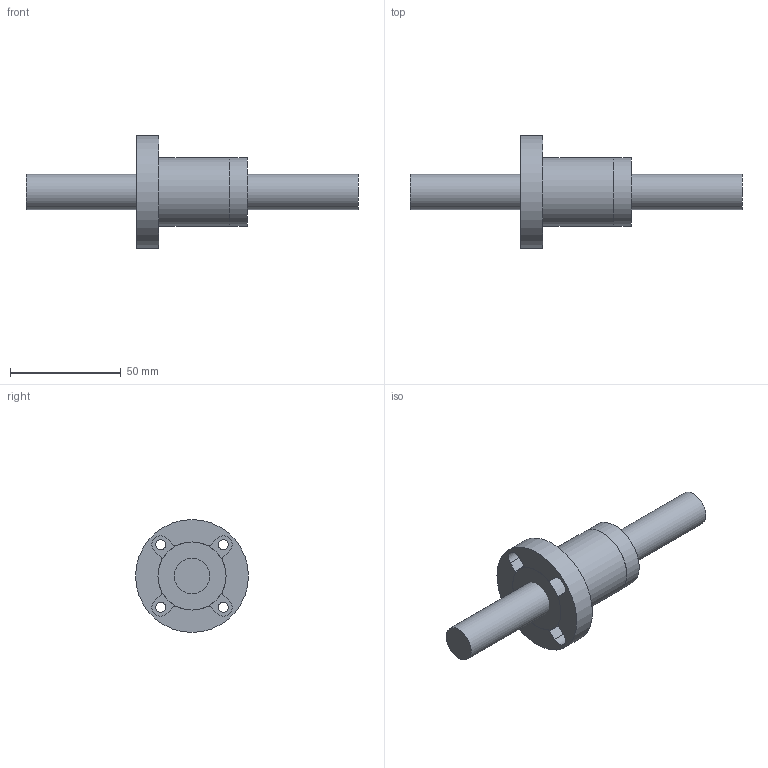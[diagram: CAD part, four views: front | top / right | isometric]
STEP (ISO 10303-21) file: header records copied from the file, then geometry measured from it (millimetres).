
FILE_DESCRIPTION(/* description */ (''),/* implementation_level */ '2;1');
FILE_NAME(/* name */ 'SLF16.stp',/* time_stamp */ '2011-07-11T16:17:16+08:00',/* author */ (''),/* organization */ (''),/* preprocessor_version */ 'ST-DEVELOPER v11',/* originating_system */ 'SIEMENS UGS NX 6.0',/* authorisation */ '');
FILE_SCHEMA (('CONFIG_CONTROL_DESIGN'));
Length unit declared in the file: millimetre
Products named in the file (1): 3.969
Bounding box: 150 x 51 x 51 mm (x, y, z)
Volume: 69203.4 mm3; surface area: 23933.3 mm2
Topology: 4 solids, 4 shells, 55 faces, 129 edges, 88 vertices
Faces by surface type: cylinder 29, plane 26
Full cylindrical faces by diameter (mm): 2 x4, 4.5 x4, 14.902 x2, 16 x1, 16.15 x1, 30.8 x3, 31 x1, 51 x1
Entity records: 1576 total; most frequent: DIRECTION 282, CARTESIAN_POINT 242, ORIENTED_EDGE 210, AXIS2_PLACEMENT_3D 121, EDGE_CURVE 105, EDGE_LOOP 92, VERTEX_POINT 81, FACE_BOUND 66
